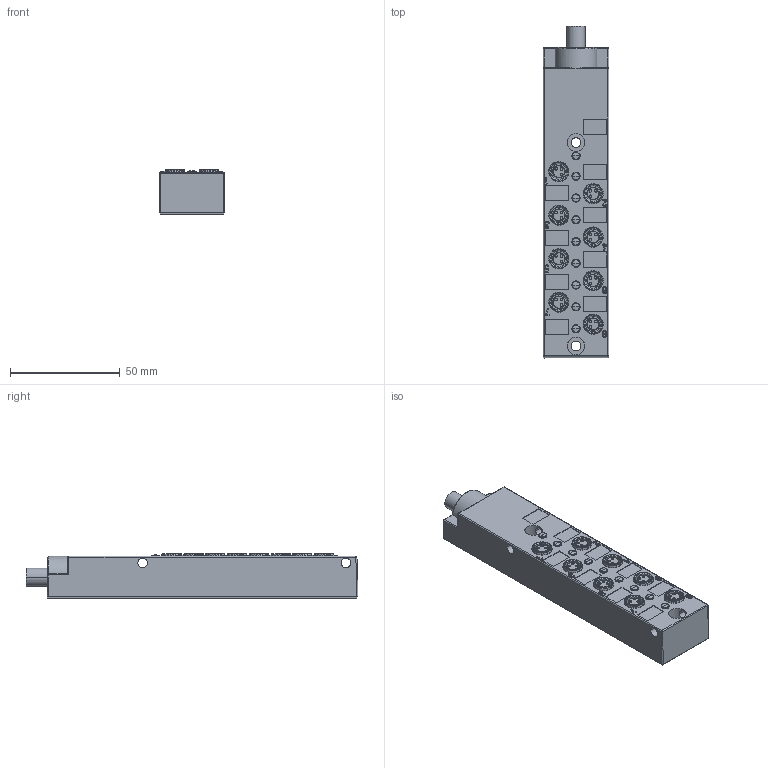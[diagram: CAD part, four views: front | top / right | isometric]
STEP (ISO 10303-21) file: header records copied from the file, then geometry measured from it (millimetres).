
FILE_DESCRIPTION((''),'2;1');
FILE_NAME('DM_CAD-2042','2014-11-27T',('Creinig-se'),(''),'PRO/ENGINEER BY PARAMETRIC TECHNOLOGY CORPORATION, 2013050','PRO/ENGINEER BY PARAMETRIC TECHNOLOGY CORPORATION, 2013050','');
FILE_SCHEMA(('CONFIG_CONTROL_DESIGN'));
Length unit declared in the file: millimetre
Products named in the file (1): DM_CAD-2042
Bounding box: 30 x 150.98 x 20.05 mm (x, y, z)
Volume: 77695 mm3; surface area: 17892.7 mm2
Topology: 1 solids, 1 shells, 750 faces, 2138 edges, 1448 vertices
Faces by surface type: plane 492, cylinder 150, torus 50, cone 32, sphere 20, bspline 4, revolution 2
Entity records: 33372 total; most frequent: CARTESIAN_POINT 5193, ORIENTED_EDGE 4236, DIRECTION 4135, PRESENTATION_STYLE_ASSIGNMENT 2262, STYLED_ITEM 2119, CURVE_STYLE 2118, EDGE_CURVE 2118, VERTEX_POINT 1448
